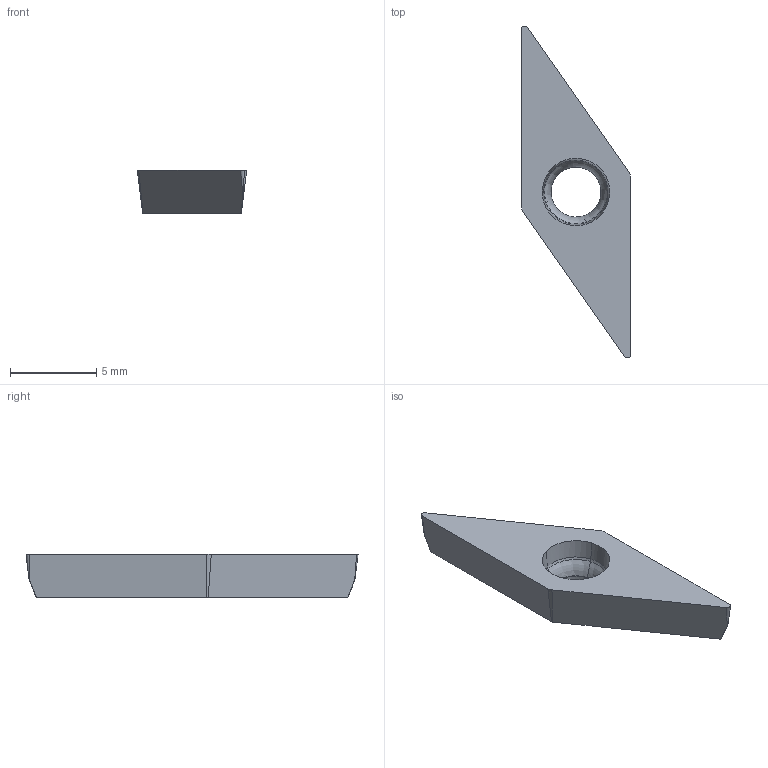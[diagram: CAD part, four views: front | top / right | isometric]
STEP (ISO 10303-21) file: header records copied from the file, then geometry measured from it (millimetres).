
FILE_DESCRIPTION(/* description */ (''),/* implementation_level */ '2;1');
FILE_NAME(/* name */ 'aaa339115_a.stp',/* time_stamp */ '2019-09-23T12:49:58+02:00',/* author */ (''),/* organization */ ('SMS'),/* preprocessor_version */ 'ST-DEVELOPER v16.7',/* originating_system */ 'SIEMENS PLM Software NX 12.0',/* authorisation */ '');
FILE_SCHEMA (('AUTOMOTIVE_DESIGN { 1 0 10303 214 3 1 1 1 }'));
Length unit declared in the file: millimetre
Products named in the file (1): AAA339115_A
Bounding box: 6.35 x 19.28 x 2.51 mm (x, y, z)
Volume: 135.7 mm3; surface area: 242.3 mm2
Topology: 1 solids, 1 shells, 34 faces, 81 edges, 51 vertices
Faces by surface type: bspline 20, plane 6, revolution 4, cone 2, cylinder 2
Entity records: 2664 total; most frequent: CARTESIAN_POINT 1959, ORIENTED_EDGE 160, DIRECTION 82, EDGE_CURVE 80, VERTEX_POINT 48, B_SPLINE_CURVE_WITH_KNOTS 47, EDGE_LOOP 36, ADVANCED_FACE 34
